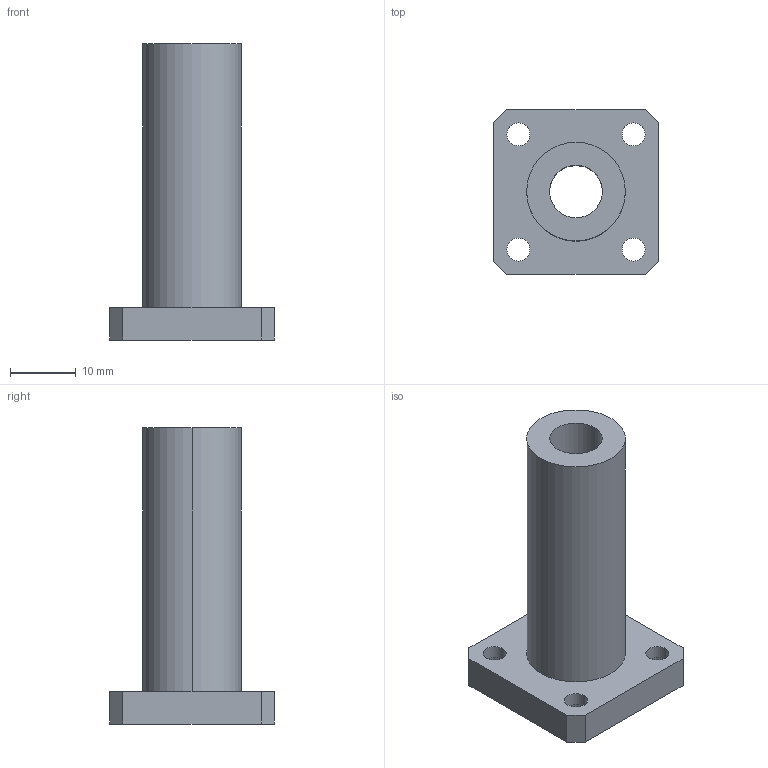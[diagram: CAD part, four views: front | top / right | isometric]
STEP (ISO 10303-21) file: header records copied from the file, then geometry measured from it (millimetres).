
FILE_DESCRIPTION (( 'STEP AP214' ), '1' );
FILE_NAME ('Ñáîðêà1.STEP', '2024-12-25T06:34:06', ( '' ), ( '' ), 'SwSTEP 2.0', 'SolidWorks 2024', '' );
FILE_SCHEMA (( 'AUTOMOTIVE_DESIGN' ));
Length unit declared in the file: millimetre
Products named in the file (2): B436 Втулка шариковая с фланцем для валов Ø 8 мм_00; Сборка1
Assembly tree (1 placements, depth 2):
  Сборка1
    B436 Втулка шариковая с фланцем для валов Ø 8 мм_00
Bounding box: 25 x 25 x 45 mm (x, y, z)
Volume: 7442.1 mm3; surface area: 4849.2 mm2
Topology: 1 solids, 1 shells, 43 faces, 100 edges, 64 vertices
Faces by surface type: cylinder 20, plane 15, cone 8
Entity records: 1313 total; most frequent: DIRECTION 242, CARTESIAN_POINT 211, ORIENTED_EDGE 200, EDGE_CURVE 100, AXIS2_PLACEMENT_3D 95, VERTEX_POINT 64, EDGE_LOOP 58, VECTOR 52
